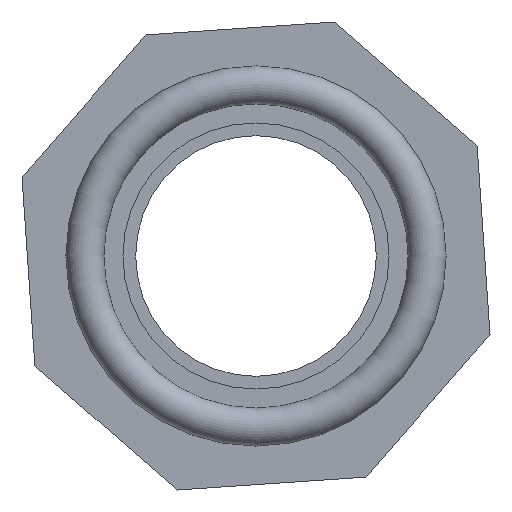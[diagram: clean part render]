
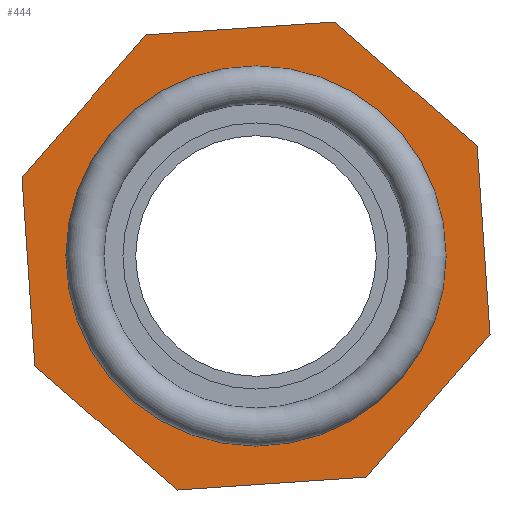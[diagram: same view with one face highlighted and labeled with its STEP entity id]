
A CAD part, left-side view. The second image highlights one B-rep face of the part: STEP entity #444.
In plain terms, the highlighted planar face has unit normal (-1, 0, 0).
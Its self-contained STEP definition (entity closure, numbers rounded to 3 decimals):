
#42=LINE('',#615,#66);
#46=LINE('',#623,#70);
#49=LINE('',#629,#73);
#52=LINE('',#635,#76);
#55=LINE('',#641,#79);
#58=LINE('',#647,#82);
#61=LINE('',#653,#85);
#64=LINE('',#658,#88);
#66=VECTOR('',#519,10.);
#70=VECTOR('',#525,10.);
#73=VECTOR('',#530,10.);
#76=VECTOR('',#535,10.);
#79=VECTOR('',#540,10.);
#82=VECTOR('',#545,10.);
#85=VECTOR('',#550,10.);
#88=VECTOR('',#555,10.);
#102=PLANE('',#486);
#116=FACE_BOUND('',#178,.T.);
#138=FACE_OUTER_BOUND('',#177,.T.);
#177=EDGE_LOOP('',(#364,#365,#366,#367,#368,#369,#370,#371));
#178=EDGE_LOOP('',(#372));
#197=CIRCLE('',#467,10.);
#211=VERTEX_POINT('',#610);
#212=VERTEX_POINT('',#613);
#213=VERTEX_POINT('',#614);
#216=VERTEX_POINT('',#622);
#218=VERTEX_POINT('',#628);
#220=VERTEX_POINT('',#634);
#222=VERTEX_POINT('',#640);
#224=VERTEX_POINT('',#646);
#226=VERTEX_POINT('',#652);
#253=EDGE_CURVE('',#211,#211,#197,.T.);
#254=EDGE_CURVE('',#212,#213,#42,.T.);
#258=EDGE_CURVE('',#213,#216,#46,.T.);
#261=EDGE_CURVE('',#216,#218,#49,.T.);
#264=EDGE_CURVE('',#218,#220,#52,.T.);
#267=EDGE_CURVE('',#220,#222,#55,.T.);
#270=EDGE_CURVE('',#222,#224,#58,.T.);
#273=EDGE_CURVE('',#224,#226,#61,.T.);
#276=EDGE_CURVE('',#226,#212,#64,.T.);
#364=ORIENTED_EDGE('',*,*,#267,.F.);
#365=ORIENTED_EDGE('',*,*,#264,.F.);
#366=ORIENTED_EDGE('',*,*,#261,.F.);
#367=ORIENTED_EDGE('',*,*,#258,.F.);
#368=ORIENTED_EDGE('',*,*,#254,.F.);
#369=ORIENTED_EDGE('',*,*,#276,.F.);
#370=ORIENTED_EDGE('',*,*,#273,.F.);
#371=ORIENTED_EDGE('',*,*,#270,.F.);
#372=ORIENTED_EDGE('',*,*,#253,.F.);
#444=ADVANCED_FACE('',(#138,#116),#102,.T.);
#467=AXIS2_PLACEMENT_3D('',#611,#515,#516);
#486=AXIS2_PLACEMENT_3D('',#674,#577,#578);
#515=DIRECTION('center_axis',(-1.,0.,0.));
#516=DIRECTION('ref_axis',(0.,0.,1.));
#519=DIRECTION('',(0.,0.998,-0.068));
#525=DIRECTION('',(0.,0.753,0.657));
#530=DIRECTION('',(0.,0.068,0.998));
#535=DIRECTION('',(0.,-0.657,0.753));
#540=DIRECTION('',(0.,-0.998,0.068));
#545=DIRECTION('',(0.,-0.753,-0.657));
#550=DIRECTION('',(0.,-0.068,-0.998));
#555=DIRECTION('',(0.,0.657,-0.753));
#577=DIRECTION('center_axis',(-1.,0.,0.));
#578=DIRECTION('ref_axis',(0.,0.,1.));
#610=CARTESIAN_POINT('',(16.,-10.,0.));
#611=CARTESIAN_POINT('Origin',(16.,0.,0.));
#613=CARTESIAN_POINT('',(16.,-5.774,-11.635));
#614=CARTESIAN_POINT('',(16.,4.144,-12.31));
#615=CARTESIAN_POINT('',(16.,1.665,-12.141));
#622=CARTESIAN_POINT('',(16.,11.635,-5.774));
#623=CARTESIAN_POINT('',(16.,9.762,-7.408));
#628=CARTESIAN_POINT('',(16.,12.31,4.144));
#629=CARTESIAN_POINT('',(16.,12.141,1.665));
#634=CARTESIAN_POINT('',(16.,5.774,11.635));
#635=CARTESIAN_POINT('',(16.,7.408,9.762));
#640=CARTESIAN_POINT('',(16.,-4.144,12.31));
#641=CARTESIAN_POINT('',(16.,-1.665,12.141));
#646=CARTESIAN_POINT('',(16.,-11.635,5.774));
#647=CARTESIAN_POINT('',(16.,-9.762,7.408));
#652=CARTESIAN_POINT('',(16.,-12.31,-4.144));
#653=CARTESIAN_POINT('',(16.,-12.141,-1.665));
#658=CARTESIAN_POINT('',(16.,-7.408,-9.762));
#674=CARTESIAN_POINT('Origin',(16.,-10.,0.));
